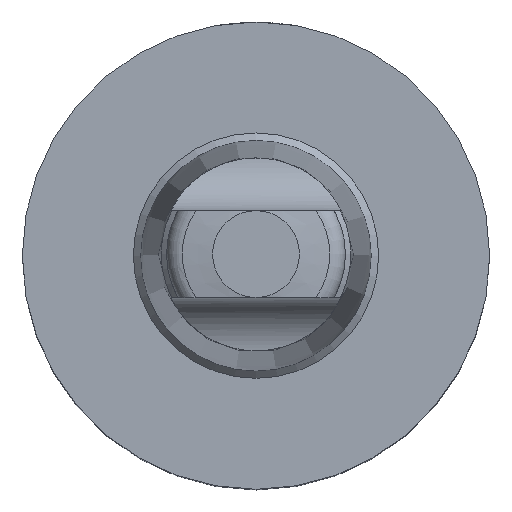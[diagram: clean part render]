
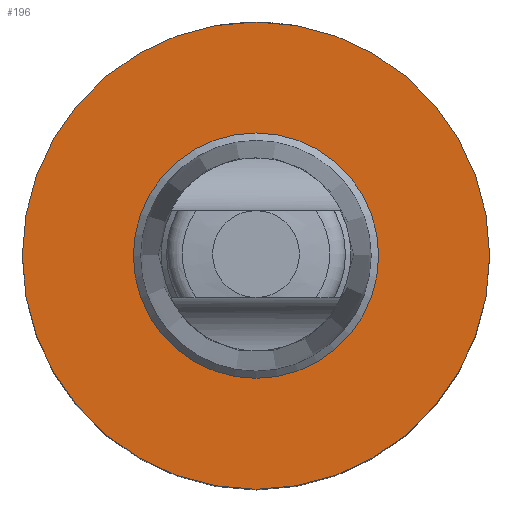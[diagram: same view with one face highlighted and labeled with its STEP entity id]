
A CAD part, top view. The second image highlights one B-rep face of the part: STEP entity #196.
In plain terms, the highlighted planar face has unit normal (0, 0, 1).
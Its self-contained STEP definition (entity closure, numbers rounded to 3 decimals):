
#169=EDGE_CURVE('240[2]',#378,#378,#379,.T.);
#196=ADVANCED_FACE('240[2]',(#413,#414),#415,.T.);
#234=EDGE_CURVE('240[2]',#464,#464,#465,.T.);
#378=VERTEX_POINT('',#908);
#379=CIRCLE('',#909,32.0);
#413=FACE_OUTER_BOUND('',#1022,.T.);
#414=FACE_BOUND('',#1023,.T.);
#415=PLANE('',#1024);
#464=VERTEX_POINT('',#1109);
#465=CIRCLE('',#1110,16.802);
#908=CARTESIAN_POINT('',(0.,32.0,-6.5));
#909=AXIS2_PLACEMENT_3D('',#1246,#1247,#1248);
#1022=EDGE_LOOP('',(#1300));
#1023=EDGE_LOOP('',(#1301));
#1024=AXIS2_PLACEMENT_3D('',#1302,#1303,#1304);
#1109=CARTESIAN_POINT('',(-16.802,0.,-6.5));
#1110=AXIS2_PLACEMENT_3D('',#1374,#1375,#1376);
#1246=CARTESIAN_POINT('',(0.,0.,-6.5));
#1247=DIRECTION('',(0.,0.,-1.0));
#1248=DIRECTION('',(0.,1.0,0.));
#1300=ORIENTED_EDGE('',*,*,#169,.F.);
#1301=ORIENTED_EDGE('',*,*,#234,.F.);
#1302=CARTESIAN_POINT('',(0.,16.0,-6.5));
#1303=DIRECTION('',(0.,0.,1.0));
#1304=DIRECTION('',(0.,-1.0,0.));
#1374=CARTESIAN_POINT('',(0.,0.,-6.5));
#1375=DIRECTION('',(0.,0.,1.0));
#1376=DIRECTION('',(1.0,0.,0.));
